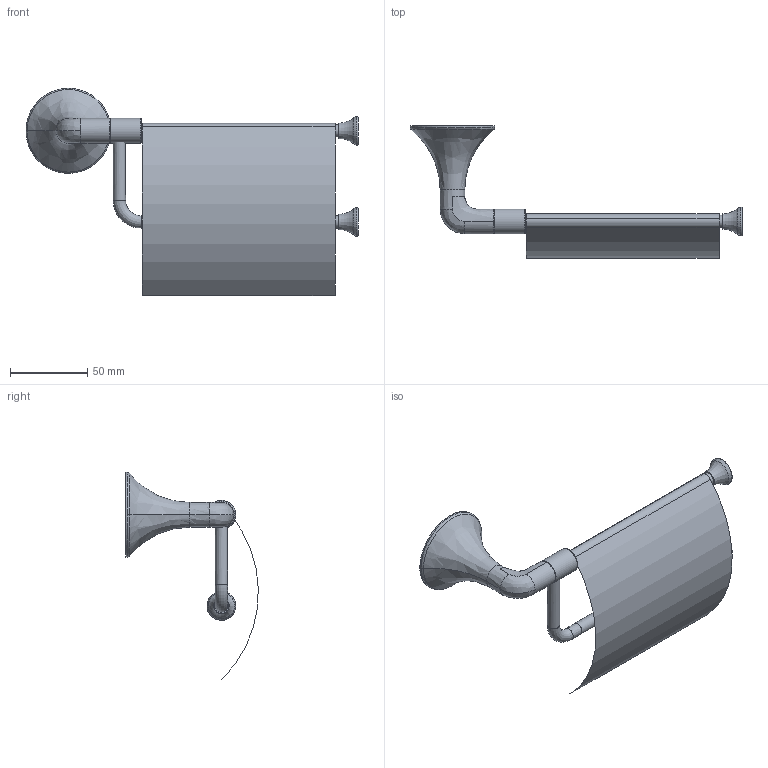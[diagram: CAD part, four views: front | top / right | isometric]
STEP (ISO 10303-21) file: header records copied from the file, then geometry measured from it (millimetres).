
FILE_DESCRIPTION ((), '1');
FILE_NAME ('stmC2.tmp', '2019-02-15T15:15:13', ('Unknown'), ('Unknown'), 'solidThinking STEP v1.0.49', 'solidThinking', '');
FILE_SCHEMA (('CONFIG_CONTROL_DESIGN'));
Length unit declared in the file: millimetre
Products named in the file (8): product-name
Bounding box: 215.04 x 85.88 x 134.26 mm (x, y, z)
Volume: 57687.8 mm3; surface area: 41337.9 mm2
Topology: 6 solids, 7 shells, 57 faces, 120 edges, 91 vertices
Faces by surface type: bspline 57
Entity records: 11110 total; most frequent: CARTESIAN_POINT 9706, ORIENTED_EDGE 202, EDGE_CURVE 107, B_SPLINE_CURVE_WITH_KNOTS 73, VERTEX_POINT 66, PERSON 64, ORGANIZATION 64, PERSON_AND_ORGANIZATION 64
